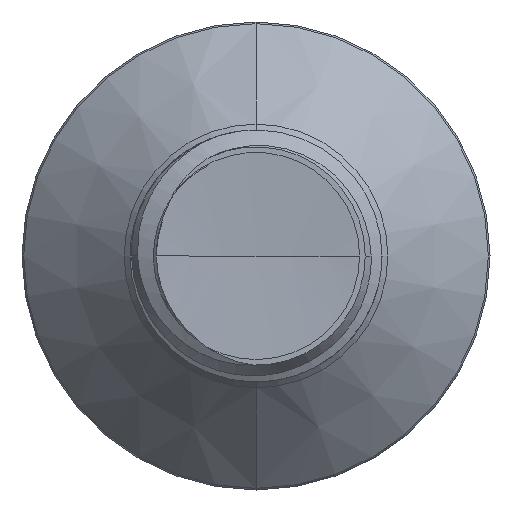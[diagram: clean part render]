
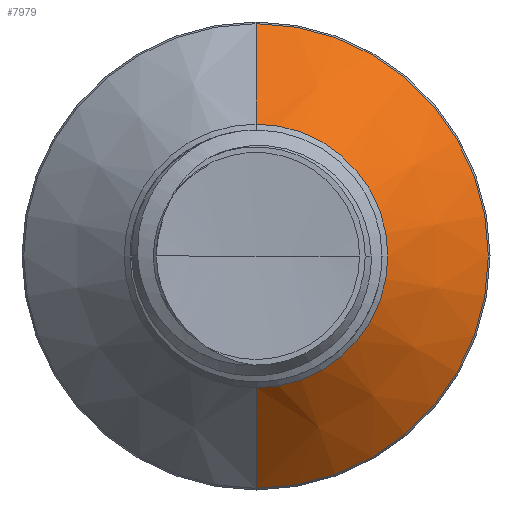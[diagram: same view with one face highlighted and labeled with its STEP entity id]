
A CAD part, front view. The second image highlights one B-rep face of the part: STEP entity #7979.
In plain terms, the highlighted conical face has half-angle 45 degrees and reference radius 1.832 mm.
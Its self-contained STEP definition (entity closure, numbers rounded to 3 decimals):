
#325 = ORIENTED_EDGE ( 'NONE', *, *, #12745, .T. ) ;
#433 = VERTEX_POINT ( 'NONE', #11862 ) ;
#465 = CIRCLE ( 'NONE', #3126, 3.227 ) ;
#1393 = CARTESIAN_POINT ( 'NONE',  ( 0., 5.313, 1.832 ) ) ;
#1598 = CIRCLE ( 'NONE', #3840, 1.832 ) ;
#3126 = AXIS2_PLACEMENT_3D ( 'NONE', #17260, #8382, #18766 ) ;
#3374 = EDGE_LOOP ( 'NONE', ( #15905, #325, #4457, #12439 ) ) ;
#3840 = AXIS2_PLACEMENT_3D ( 'NONE', #14247, #5266, #15707 ) ;
#4457 = ORIENTED_EDGE ( 'NONE', *, *, #17274, .F. ) ;
#5266 = DIRECTION ( 'NONE',  ( 0., 1., 0. ) ) ;
#5891 = FACE_OUTER_BOUND ( 'NONE', #3374, .T. ) ;
#6018 = VECTOR ( 'NONE', #10504, 1000. ) ;
#6078 = EDGE_CURVE ( 'NONE', #14569, #10138, #1598, .T. ) ;
#7126 = CARTESIAN_POINT ( 'NONE',  ( 0., 5.313, -1.832 ) ) ;
#7979 = ADVANCED_FACE ( 'NONE', ( #5891 ), #16811, .T. ) ;
#8382 = DIRECTION ( 'NONE',  ( 0., 1., 0. ) ) ;
#8386 = DIRECTION ( 'NONE',  ( 0., 0., 1. ) ) ;
#10138 = VERTEX_POINT ( 'NONE', #11149 ) ;
#10231 = CARTESIAN_POINT ( 'NONE',  ( 0., 6.708, 3.227 ) ) ;
#10504 = DIRECTION ( 'NONE',  ( 0., 0.707, 0.707 ) ) ;
#10690 = CARTESIAN_POINT ( 'NONE',  ( 0., 5.313, 1.832 ) ) ;
#10996 = LINE ( 'NONE', #7126, #18374 ) ;
#11149 = CARTESIAN_POINT ( 'NONE',  ( 0., 5.313, -1.832 ) ) ;
#11862 = CARTESIAN_POINT ( 'NONE',  ( 0., 6.708, -3.227 ) ) ;
#12439 = ORIENTED_EDGE ( 'NONE', *, *, #18926, .F. ) ;
#12745 = EDGE_CURVE ( 'NONE', #10138, #433, #10996, .T. ) ;
#13984 = LINE ( 'NONE', #1393, #6018 ) ;
#14247 = CARTESIAN_POINT ( 'NONE',  ( 0., 5.313, 0. ) ) ;
#14430 = DIRECTION ( 'NONE',  ( 0., 1., 0. ) ) ;
#14569 = VERTEX_POINT ( 'NONE', #10690 ) ;
#14595 = DIRECTION ( 'NONE',  ( 0., 0.707, -0.707 ) ) ;
#15707 = DIRECTION ( 'NONE',  ( 0., 0., 1. ) ) ;
#15905 = ORIENTED_EDGE ( 'NONE', *, *, #6078, .T. ) ;
#16811 = CONICAL_SURFACE ( 'NONE', #18087, 1.832, 0.785 ) ;
#17260 = CARTESIAN_POINT ( 'NONE',  ( 0., 6.708, 0. ) ) ;
#17274 = EDGE_CURVE ( 'NONE', #19444, #433, #465, .T. ) ;
#18087 = AXIS2_PLACEMENT_3D ( 'NONE', #18771, #14430, #8386 ) ;
#18374 = VECTOR ( 'NONE', #14595, 1000. ) ;
#18766 = DIRECTION ( 'NONE',  ( 0., 0., 1. ) ) ;
#18771 = CARTESIAN_POINT ( 'NONE',  ( 0., 5.313, 0. ) ) ;
#18926 = EDGE_CURVE ( 'NONE', #14569, #19444, #13984, .T. ) ;
#19444 = VERTEX_POINT ( 'NONE', #10231 ) ;
